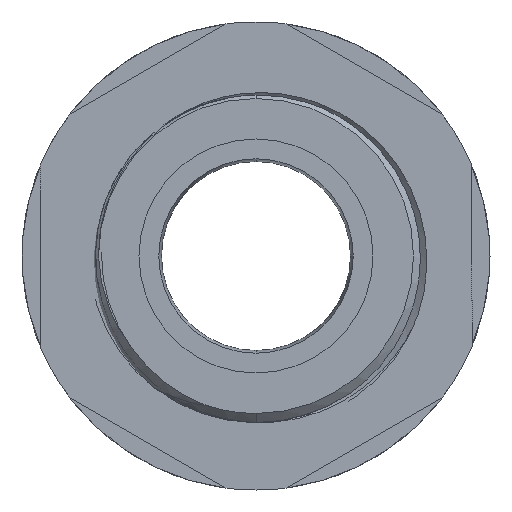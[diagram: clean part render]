
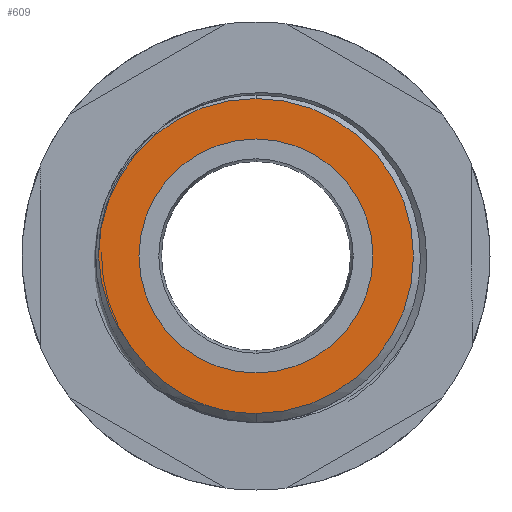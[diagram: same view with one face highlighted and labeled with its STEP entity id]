
A CAD part, front view. The second image highlights one B-rep face of the part: STEP entity #609.
In plain terms, the highlighted planar face has unit normal (0, -1, 0).
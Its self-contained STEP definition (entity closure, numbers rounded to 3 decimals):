
#223 = FACE_BOUND ( 'NONE', #4777, .T. ) ;
#303 = ORIENTED_EDGE ( 'NONE', *, *, #2146, .F. ) ;
#407 = CARTESIAN_POINT ( 'NONE',  ( 0., -8., 0. ) ) ;
#423 = CARTESIAN_POINT ( 'NONE',  ( -6.925, -8., -5.066 ) ) ;
#433 = CARTESIAN_POINT ( 'NONE',  ( -7.208, -8., -4.703 ) ) ;
#438 = CARTESIAN_POINT ( 'NONE',  ( -7.462, -8., -4.317 ) ) ;
#450 = CARTESIAN_POINT ( 'NONE',  ( -7.901, -8., -3.519 ) ) ;
#460 = CARTESIAN_POINT ( 'NONE',  ( -8.088, -8., -3.106 ) ) ;
#463 = CARTESIAN_POINT ( 'NONE',  ( -8.397, -8., -2.248 ) ) ;
#471 = CARTESIAN_POINT ( 'NONE',  ( -8.519, -8., -1.801 ) ) ;
#492 = CARTESIAN_POINT ( 'NONE',  ( -8.688, -8., -0.904 ) ) ;
#547 = CARTESIAN_POINT ( 'NONE',  ( -8.75, -8., 0.002 ) ) ;
#571 = CARTESIAN_POINT ( 'NONE',  ( -6.663, -8., -5.449 ) ) ;
#609 = ADVANCED_FACE ( 'NONE', ( #223, #2518 ), #3344, .F. ) ;
#657 = AXIS2_PLACEMENT_3D ( 'NONE', #3314, #3292, #3278 ) ;
#672 = CARTESIAN_POINT ( 'NONE',  ( -8.737, -8., -0.453 ) ) ;
#678 = AXIS2_PLACEMENT_3D ( 'NONE', #8636, #3564, #9434 ) ;
#915 = CARTESIAN_POINT ( 'NONE',  ( 0., -8., 0. ) ) ;
#1136 = CARTESIAN_POINT ( 'NONE',  ( 0., -8., -8.75 ) ) ;
#1228 = B_SPLINE_CURVE_WITH_KNOTS ( 'NONE', 3,
 ( #547, #672, #492, #471, #463, #460, #450, #438, #433, #423 ),
 .UNSPECIFIED., .F., .F.,
 ( 4, 2, 2, 2, 4 ),
 ( 0.012, 0.013, 0.015, 0.016, 0.017 ),
 .UNSPECIFIED. ) ;
#1288 = DIRECTION ( 'NONE',  ( 0., 0., 1. ) ) ;
#1321 = ORIENTED_EDGE ( 'NONE', *, *, #5869, .F. ) ;
#1738 = ORIENTED_EDGE ( 'NONE', *, *, #8074, .T. ) ;
#1749 = DIRECTION ( 'NONE',  ( 0., 0., -1. ) ) ;
#1759 = DIRECTION ( 'NONE',  ( 0., -1., 0. ) ) ;
#1798 = DIRECTION ( 'NONE',  ( 0., 0., 1. ) ) ;
#1888 = DIRECTION ( 'NONE',  ( 0., -1., 0. ) ) ;
#1970 = CARTESIAN_POINT ( 'NONE',  ( 0., -8., 0. ) ) ;
#1976 = CARTESIAN_POINT ( 'NONE',  ( -2.6, -8., -8.355 ) ) ;
#2146 = EDGE_CURVE ( 'NONE', #9414, #9672, #6107, .T. ) ;
#2518 = FACE_OUTER_BOUND ( 'NONE', #10628, .T. ) ;
#2530 = AXIS2_PLACEMENT_3D ( 'NONE', #407, #6430, #1288 ) ;
#2714 = VERTEX_POINT ( 'NONE', #5425 ) ;
#2969 = CARTESIAN_POINT ( 'NONE',  ( 0., -8., 6.5 ) ) ;
#2994 = AXIS2_PLACEMENT_3D ( 'NONE', #7025, #1888, #7854 ) ;
#3146 = CARTESIAN_POINT ( 'NONE',  ( -5.733, -8., -6.474 ) ) ;
#3278 = DIRECTION ( 'NONE',  ( 0., 0., 1. ) ) ;
#3292 = DIRECTION ( 'NONE',  ( 0., 1., 0. ) ) ;
#3314 = CARTESIAN_POINT ( 'NONE',  ( 0., -8., 0. ) ) ;
#3344 = PLANE ( 'NONE',  #657 ) ;
#3391 = ORIENTED_EDGE ( 'NONE', *, *, #8291, .T. ) ;
#3564 = DIRECTION ( 'NONE',  ( 0., -1., 0. ) ) ;
#3714 = EDGE_CURVE ( 'NONE', #8526, #7514, #1228, .T. ) ;
#3973 = CIRCLE ( 'NONE', #2994, 8.75 ) ;
#3994 = VERTEX_POINT ( 'NONE', #1136 ) ;
#3996 = CARTESIAN_POINT ( 'NONE',  ( -4.656, -8., -7.337 ) ) ;
#4054 = EDGE_CURVE ( 'NONE', #3994, #2714, #5167, .T. ) ;
#4074 = CARTESIAN_POINT ( 'NONE',  ( -8.75, -8., 0.002 ) ) ;
#4777 = EDGE_LOOP ( 'NONE', ( #1321, #303 ) ) ;
#4885 = CARTESIAN_POINT ( 'NONE',  ( -3.461, -8., -8.018 ) ) ;
#5164 = AXIS2_PLACEMENT_3D ( 'NONE', #1970, #1759, #1749 ) ;
#5167 = CIRCLE ( 'NONE', #2530, 8.75 ) ;
#5425 = CARTESIAN_POINT ( 'NONE',  ( 0., -8., 8.75 ) ) ;
#5740 = CARTESIAN_POINT ( 'NONE',  ( -2.6, -8., -8.355 ) ) ;
#5869 = EDGE_CURVE ( 'NONE', #9672, #9414, #7184, .T. ) ;
#6107 = CIRCLE ( 'NONE', #5164, 6.5 ) ;
#6430 = DIRECTION ( 'NONE',  ( 0., -1., 0. ) ) ;
#6582 = CARTESIAN_POINT ( 'NONE',  ( -6.925, -8., -5.066 ) ) ;
#6932 = DIRECTION ( 'NONE',  ( 0., -1., 0. ) ) ;
#7025 = CARTESIAN_POINT ( 'NONE',  ( 0., -8., 0. ) ) ;
#7157 = VERTEX_POINT ( 'NONE', #1976 ) ;
#7184 = CIRCLE ( 'NONE', #678, 6.5 ) ;
#7514 = VERTEX_POINT ( 'NONE', #8580 ) ;
#7854 = DIRECTION ( 'NONE',  ( 0., 0., 1. ) ) ;
#7861 = CIRCLE ( 'NONE', #8343, 8.75 ) ;
#8074 = EDGE_CURVE ( 'NONE', #7514, #7157, #9050, .T. ) ;
#8252 = CARTESIAN_POINT ( 'NONE',  ( -6.372, -8., -5.806 ) ) ;
#8291 = EDGE_CURVE ( 'NONE', #2714, #8526, #7861, .T. ) ;
#8343 = AXIS2_PLACEMENT_3D ( 'NONE', #915, #6932, #1798 ) ;
#8526 = VERTEX_POINT ( 'NONE', #4074 ) ;
#8580 = CARTESIAN_POINT ( 'NONE',  ( -6.925, -8., -5.066 ) ) ;
#8583 = CARTESIAN_POINT ( 'NONE',  ( 0., -8., -6.5 ) ) ;
#8636 = CARTESIAN_POINT ( 'NONE',  ( 0., -8., 0. ) ) ;
#8669 = EDGE_CURVE ( 'NONE', #7157, #3994, #3973, .T. ) ;
#8871 = ORIENTED_EDGE ( 'NONE', *, *, #4054, .T. ) ;
#8891 = ORIENTED_EDGE ( 'NONE', *, *, #8669, .T. ) ;
#9045 = CARTESIAN_POINT ( 'NONE',  ( -5.386, -8., -6.783 ) ) ;
#9050 = B_SPLINE_CURVE_WITH_KNOTS ( 'NONE', 3,
 ( #6582, #571, #8252, #3146, #9045, #3996, #9845, #4885, #10640, #5740 ),
 .UNSPECIFIED., .F., .F.,
 ( 4, 2, 2, 2, 4 ),
 ( 0., 0.001, 0.003, 0.004, 0.006 ),
 .UNSPECIFIED. ) ;
#9167 = ORIENTED_EDGE ( 'NONE', *, *, #3714, .T. ) ;
#9414 = VERTEX_POINT ( 'NONE', #2969 ) ;
#9434 = DIRECTION ( 'NONE',  ( 0., 0., -1. ) ) ;
#9672 = VERTEX_POINT ( 'NONE', #8583 ) ;
#9845 = CARTESIAN_POINT ( 'NONE',  ( -4.271, -8., -7.584 ) ) ;
#10628 = EDGE_LOOP ( 'NONE', ( #8891, #8871, #3391, #9167, #1738 ) ) ;
#10640 = CARTESIAN_POINT ( 'NONE',  ( -3.034, -8., -8.205 ) ) ;
